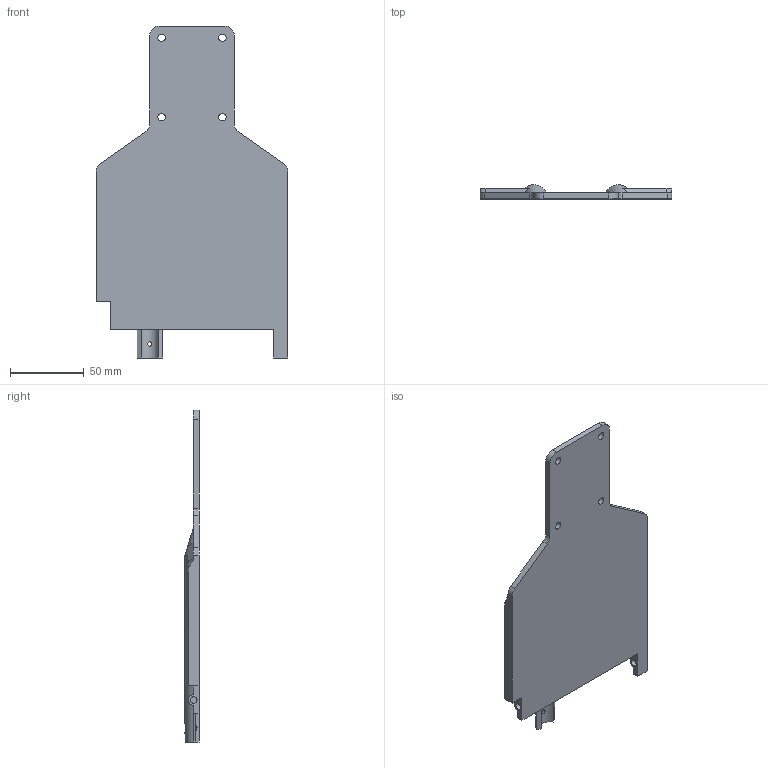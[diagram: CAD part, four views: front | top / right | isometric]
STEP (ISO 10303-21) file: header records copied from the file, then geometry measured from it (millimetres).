
FILE_DESCRIPTION(/* description */ (''),/* implementation_level */ '2;1');
FILE_NAME(/* name */ 'support.stp',/* time_stamp */ '2023-08-03T18:02:08-07:00',/* author */ ('devan'),/* organization */ (''),/* preprocessor_version */ 'ST-DEVELOPER v20',/* originating_system */ 'Autodesk Inventor 2024',/* authorisation */ '');
FILE_SCHEMA (('AUTOMOTIVE_DESIGN { 1 0 10303 214 3 1 1 }'));
Length unit declared in the file: inch
Products named in the file (1): support
Bounding box: 130 x 9.53 x 225.55 mm (x, y, z)
Volume: 105019.8 mm3; surface area: 47817.2 mm2
Topology: 1 solids, 1 shells, 62 faces, 172 edges, 115 vertices
Faces by surface type: plane 35, cylinder 21, cone 6
Full cylindrical faces by diameter (mm): 3 x2, 4.5 x2, 5 x4, 6 x1
Entity records: 2168 total; most frequent: CARTESIAN_POINT 490, ORIENTED_EDGE 344, DIRECTION 337, EDGE_CURVE 172, AXIS2_PLACEMENT_3D 118, VERTEX_POINT 115, LINE 101, VECTOR 101
